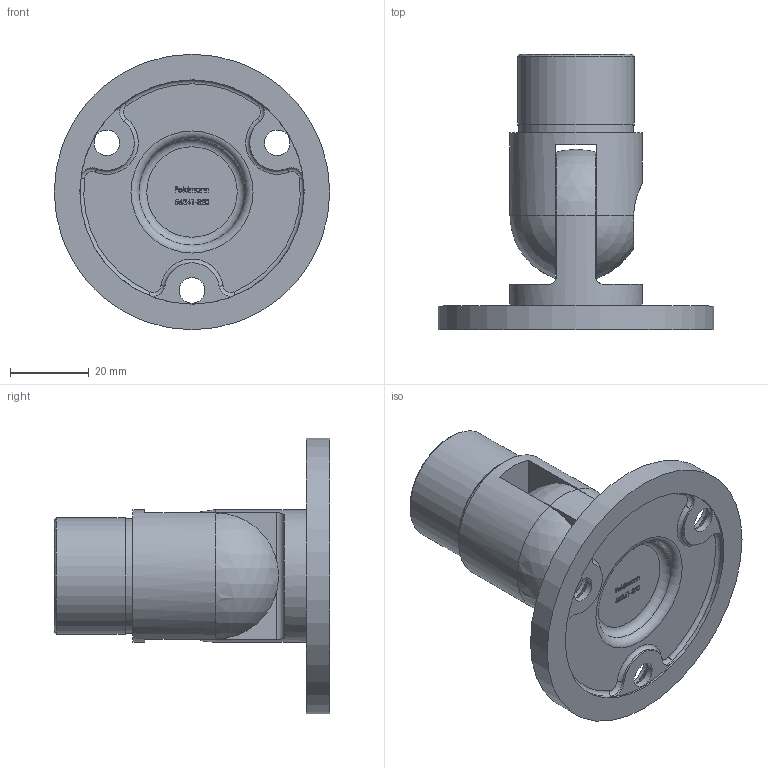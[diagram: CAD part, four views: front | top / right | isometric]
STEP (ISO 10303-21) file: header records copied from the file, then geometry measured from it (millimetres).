
FILE_DESCRIPTION (( 'STEP AP203' ), '1' );
FILE_NAME ('56241-320.STEP', '2023-02-02T12:03:57', ( '' ), ( '' ), 'SwSTEP 2.0', 'SolidWorks 2018', '' );
FILE_SCHEMA (( 'CONFIG_CONTROL_DESIGN' ));
Length unit declared in the file: millimetre
Products named in the file (4): 5624X-320 Teil2_56241-320 Teil2; 56241-320; socket countersunk head screw_din_DIN 7991 - M8 x 20 --- 20S; 5624X-320 Teil1_56241-320 Teil1
Assembly tree (3 placements, depth 2):
  56241-320
    5624X-320 Teil1_56241-320 Teil1
    5624X-320 Teil2_56241-320 Teil2
    socket countersunk head screw_din_DIN 7991 - M8 x 20 --- 20S
Bounding box: 70 x 70 x 70 mm (x, y, z)
Volume: 48565.6 mm3; surface area: 24238.7 mm2
Topology: 3 solids, 3 shells, 352 faces, 887 edges, 571 vertices
Faces by surface type: plane 157, bspline 100, cylinder 41, cone 32, torus 17, sphere 5
Full cylindrical faces by diameter (mm): 6.5 x3, 6.8 x1, 8 x12, 8.2 x1, 12.2 x3, 13 x1, 15.57 x1, 16.5 x1, 25 x1, 29.2 x1, 29.6 x1, 33.7 x2, 57 x1, 70 x1
Entity records: 15865 total; most frequent: CARTESIAN_POINT 7937, ORIENTED_EDGE 1610, DIRECTION 1263, EDGE_CURVE 805, VERTEX_POINT 557, EDGE_LOOP 460, VECTOR 453, LINE 453
